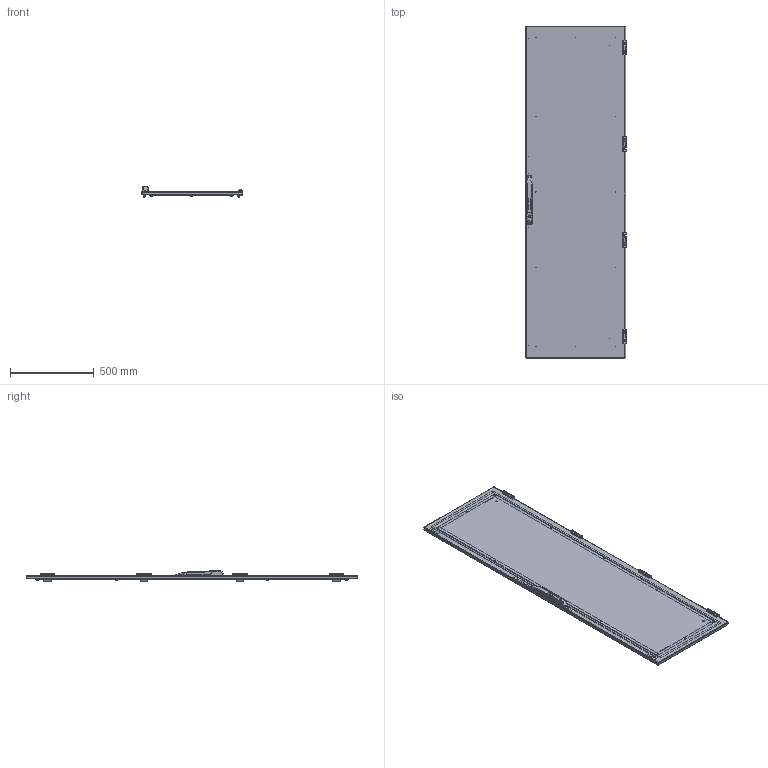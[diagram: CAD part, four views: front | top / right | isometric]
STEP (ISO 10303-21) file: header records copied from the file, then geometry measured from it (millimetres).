
FILE_DESCRIPTION (( 'STEP AP203' ), '1' );
FILE_NAME ('UR88109206000 Äâåðü ãëóõàÿ RS52 200.60 ÍÏ (000.801.661-01).STEP', '2022-04-08T09:17:28', ( '' ), ( '' ), 'SwSTEP 2.0', 'SolidWorks 2017', '' );
FILE_SCHEMA (( 'CONFIG_CONTROL_DESIGN' ));
Length unit declared in the file: millimetre
Products named in the file (28): Çàìîê-ðó÷êà êîìôîðòíàÿ_Žâªàëâ® 00; 040-196 Ïëàíêà çàïîðíàÿ_04 (200.00); Âèíò ISO 10642 TX_Œ5å16; Âèíò ISO 10642 TX_Œ5å10; 016-95 Øòûðü ïåòëè íàðóæíîé LC3; Óïëîòíèòåëü ÏÏÓ äëÿ äâåðêè LC3_13 (200å60); Øïèëüêà ðåçüáîâàÿ Ì6_Œ5å12; 037-53 Âíóòðåííÿÿ ÷àñòü ïåòëè íàðóæíîé; 037-54 Âíåøíÿÿ ÷àñòü ïåòëè íàðóæíîé; Øïèëüêà çàçåìëåíèÿ CKF CS_Œ6å16; UR88109206000 Äâåðü ãëóõàÿ RS52 200.60 ÍÏ (000.801.661-01); 000.203.333 ﾄ粢 RS52 200.00 ﾍﾏ ﾒ_01 (200.60); 028-98 Ñêîáà; 000.800.094 Ïëàíêà çàïîðíàÿ_04 (200.00); Øïèëüêà ðåçüáîâàÿ Ì6_Œ6å12; Ãàéêà Ýðèêñîíà Ì5 ñ ïëîñêîé ãîëîâêîé; 028-126 Ñêîáà LC3; 048-07 Ïðóæèíà ïåòëè íàðóæíîé çàæèìíàÿ; 000.800.093 Ïëàíêà çàïîðíàÿ_04 (200.00); Ãàéêà øåñòèãðàííàÿ âûñîêàÿ ñàìîñòîïîðÿùàÿñÿ ñ ôëàíöåì ÃÎÑÒ ISO 7043_Œ6; Øàéáà 6402 Ò_Œ6; 040-195 Ïëàíêà çàïîðíàÿ_04 (200.00); 040-194 Ïëàíêà çàïîðíàÿ_00 (120.00, 180.00 - 220.00); 054-97 Ñòîéêà ðàìû äâåðè èçì 3_00; 012-2112 Ïàíåëü äâåðè RS52 200.00 ÍÏ Ò_01 (200.60); 000.210.629 Îñíîâàíèå äâåðè RS52 200.00 ÍÏ Ò_01 (200.60); 000.800.075 Ïåòëÿ íàðóæíàÿ LC3_‡ ªàëâ®; 054-147 砐櫇謥玁縺_00
Assembly tree (94 placements, depth 4):
  UR88109206000 Äâåðü ãëóõàÿ RS52 200.60 ÍÏ (000.801.661-01)
    000.203.333 ﾄ粢 RS52 200.00 ﾍﾏ ﾒ_01 (200.60)
      000.210.629 Îñíîâàíèå äâåðè RS52 200.00 ÍÏ Ò_01 (200.60)
        012-2112 Ïàíåëü äâåðè RS52 200.00 ÍÏ Ò_01 (200.60)
        Øïèëüêà çàçåìëåíèÿ CKF CS_Œ6å16  x2
        Øïèëüêà ðåçüáîâàÿ Ì6_Œ5å12  x12
        Øïèëüêà ðåçüáîâàÿ Ì6_Œ6å12  x6
      Ãàéêà Ýðèêñîíà Ì5 ñ ïëîñêîé ãîëîâêîé  x12
      Óïëîòíèòåëü ÏÏÓ äëÿ äâåðêè LC3_13 (200å60)
      Çàìîê-ðó÷êà êîìôîðòíàÿ_Žâªàëâ® 00
      Âèíò ISO 10642 TX_Œ5å10  x2
      040-194 Ïëàíêà çàïîðíàÿ_00 (120.00, 180.00 - 220.00)
      000.800.093 Ïëàíêà çàïîðíàÿ_04 (200.00)
        040-195 Ïëàíêà çàïîðíàÿ_04 (200.00)
        028-98 Ñêîáà  x2
      000.800.094 Ïëàíêà çàïîðíàÿ_04 (200.00)
        040-196 Ïëàíêà çàïîðíàÿ_04 (200.00)
        028-98 Ñêîáà  x2
      Ãàéêà øåñòèãðàííàÿ âûñîêàÿ ñàìîñòîïîðÿùàÿñÿ ñ ôëàíöåì ÃÎÑÒ ISO 7043_Œ6  x6
      Øàéáà 6402 Ò_Œ6  x6
      054-97 Ñòîéêà ðàìû äâåðè èçì 3_00  x2
      054-147 砐櫇謥玁縺_00  x2
    000.800.075 Ïåòëÿ íàðóæíàÿ LC3_‡ ªàëâ®  x4
      037-53 Âíóòðåííÿÿ ÷àñòü ïåòëè íàðóæíîé
      037-54 Âíåøíÿÿ ÷àñòü ïåòëè íàðóæíîé
      048-07 Ïðóæèíà ïåòëè íàðóæíîé çàæèìíàÿ
      016-95 Øòûðü ïåòëè íàðóæíîé LC3
    Âèíò ISO 10642 TX_Œ5å16  x16
    028-126 Ñêîáà LC3  x4
Bounding box: 601.3 x 1984 x 61.52 mm (x, y, z)
Volume: 3696091.4 mm3; surface area: 3531320.1 mm2
Topology: 111 solids, 111 shells, 4286 faces, 11272 edges, 7175 vertices
Faces by surface type: cylinder 1974, plane 1389, cone 496, bspline 215, torus 210, sphere 2
Entity records: 52844 total; most frequent: CARTESIAN_POINT 13416, DIRECTION 7442, ORIENTED_EDGE 7058, EDGE_CURVE 3529, AXIS2_PLACEMENT_3D 2866, VERTEX_POINT 2252, EDGE_LOOP 1745, LINE 1710
